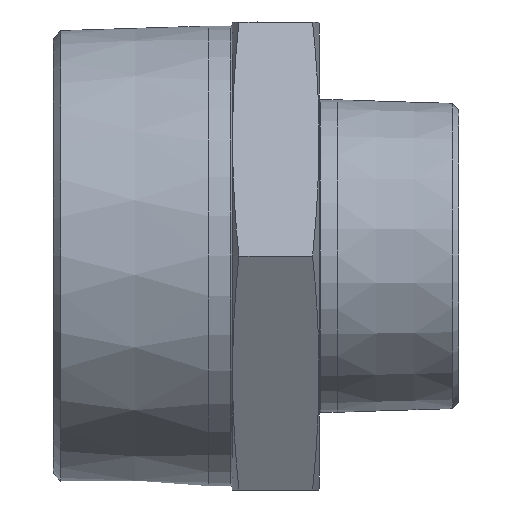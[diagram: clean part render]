
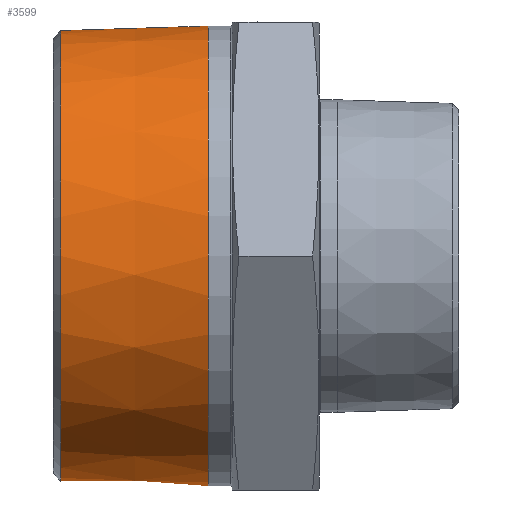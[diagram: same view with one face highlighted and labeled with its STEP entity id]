
A CAD part, front view. The second image highlights one B-rep face of the part: STEP entity #3599.
In plain terms, the highlighted conical face has half-angle 1.79 degrees and reference radius 43.942 mm.
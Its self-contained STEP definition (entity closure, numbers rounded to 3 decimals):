
#420 = CARTESIAN_POINT ( 'NONE',  ( 1.478, 0., 43.344 ) ) ;
#2735 = EDGE_LOOP ( 'NONE', ( #10867 ) ) ;
#3599 = ADVANCED_FACE ( 'NONE', ( #4461, #14968 ), #8163, .T. ) ;
#4370 = CARTESIAN_POINT ( 'NONE',  ( 29.8, 0., 0. ) ) ;
#4461 = FACE_BOUND ( 'NONE', #15164, .T. ) ;
#4947 = AXIS2_PLACEMENT_3D ( 'NONE', #7063, #13049, #7159 ) ;
#7063 = CARTESIAN_POINT ( 'NONE',  ( 1.478, 0., 0. ) ) ;
#7159 = DIRECTION ( 'NONE',  ( 0., 0., 1. ) ) ;
#7466 = CIRCLE ( 'NONE', #4947, 43.344 ) ;
#7744 = DIRECTION ( 'NONE',  ( 1., 0., 0. ) ) ;
#8163 = CONICAL_SURFACE ( 'NONE', #17223, 43.942, 0.031 ) ;
#10269 = CIRCLE ( 'NONE', #16542, 44.229 ) ;
#10867 = ORIENTED_EDGE ( 'NONE', *, *, #12245, .T. ) ;
#11959 = DIRECTION ( 'NONE',  ( 0., 0., -1. ) ) ;
#12143 = EDGE_CURVE ( 'NONE', #12409, #12409, #7466, .T. ) ;
#12245 = EDGE_CURVE ( 'NONE', #18351, #18351, #10269, .T. ) ;
#12409 = VERTEX_POINT ( 'NONE', #420 ) ;
#12508 = CARTESIAN_POINT ( 'NONE',  ( 29.8, 0., 44.229 ) ) ;
#13049 = DIRECTION ( 'NONE',  ( 1., 0., 0. ) ) ;
#13713 = CARTESIAN_POINT ( 'NONE',  ( 20.6, 0., 0. ) ) ;
#14783 = DIRECTION ( 'NONE',  ( 0., 0., 1. ) ) ;
#14968 = FACE_OUTER_BOUND ( 'NONE', #2735, .T. ) ;
#14983 = DIRECTION ( 'NONE',  ( -1., 0., 0. ) ) ;
#15164 = EDGE_LOOP ( 'NONE', ( #16223 ) ) ;
#16223 = ORIENTED_EDGE ( 'NONE', *, *, #12143, .T. ) ;
#16542 = AXIS2_PLACEMENT_3D ( 'NONE', #4370, #14983, #14783 ) ;
#17223 = AXIS2_PLACEMENT_3D ( 'NONE', #13713, #7744, #11959 ) ;
#18351 = VERTEX_POINT ( 'NONE', #12508 ) ;
